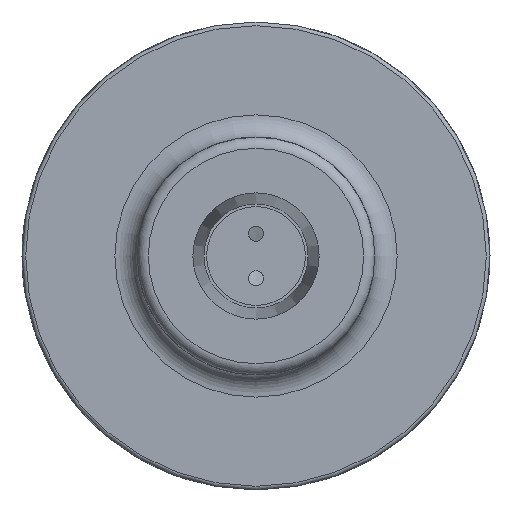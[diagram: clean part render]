
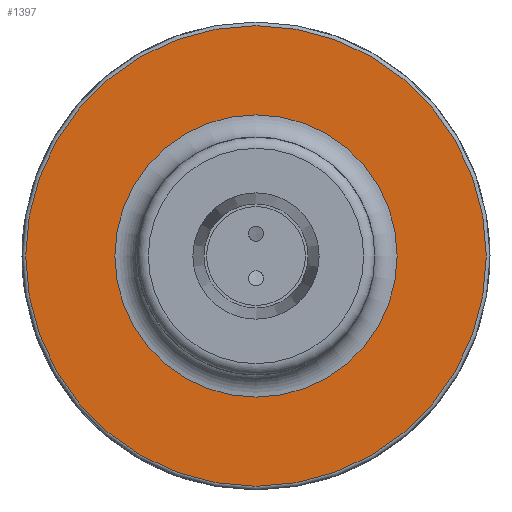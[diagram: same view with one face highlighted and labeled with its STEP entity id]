
A CAD part, left-side view. The second image highlights one B-rep face of the part: STEP entity #1397.
In plain terms, the highlighted planar face has unit normal (-1, 0, 0).
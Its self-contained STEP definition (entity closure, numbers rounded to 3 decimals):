
#1366=CARTESIAN_POINT('',(-22.,0.0,19.));
#1367=VERTEX_POINT('',#1366);
#1368=CARTESIAN_POINT('',(-22.,0.0,0.0));
#1369=DIRECTION('',(-1.0,0.0,0.0));
#1370=DIRECTION('',(0.0,0.0,1.0));
#1371=AXIS2_PLACEMENT_3D('',#1368,#1369,#1370);
#1372=CIRCLE('',#1371,19.);
#1373=EDGE_CURVE('',#1367,#1367,#1372,.T.);
#1378=CARTESIAN_POINT('',(-22.,31.5,0.0));
#1379=DIRECTION('',(-1.0,0.0,0.0));
#1380=DIRECTION('',(0.0,0.0,1.0));
#1381=AXIS2_PLACEMENT_3D('',#1378,#1379,#1380);
#1382=PLANE('',#1381);
#1383=CARTESIAN_POINT('',(-22.,31.,0.));
#1384=VERTEX_POINT('',#1383);
#1385=CARTESIAN_POINT('',(-22.,0.,0.0));
#1386=DIRECTION('',(1.0,0.0,0.0));
#1387=DIRECTION('',(0.0,-1.0,0.0));
#1388=AXIS2_PLACEMENT_3D('',#1385,#1386,#1387);
#1389=CIRCLE('',#1388,31.);
#1390=EDGE_CURVE('',#1384,#1384,#1389,.T.);
#1391=ORIENTED_EDGE('',*,*,#1390,.F.);
#1392=EDGE_LOOP('',(#1391));
#1393=FACE_OUTER_BOUND('',#1392,.T.);
#1394=ORIENTED_EDGE('',*,*,#1373,.F.);
#1395=EDGE_LOOP('',(#1394));
#1396=FACE_BOUND('',#1395,.T.);
#1397=ADVANCED_FACE('',(#1393,#1396),#1382,.T.);
